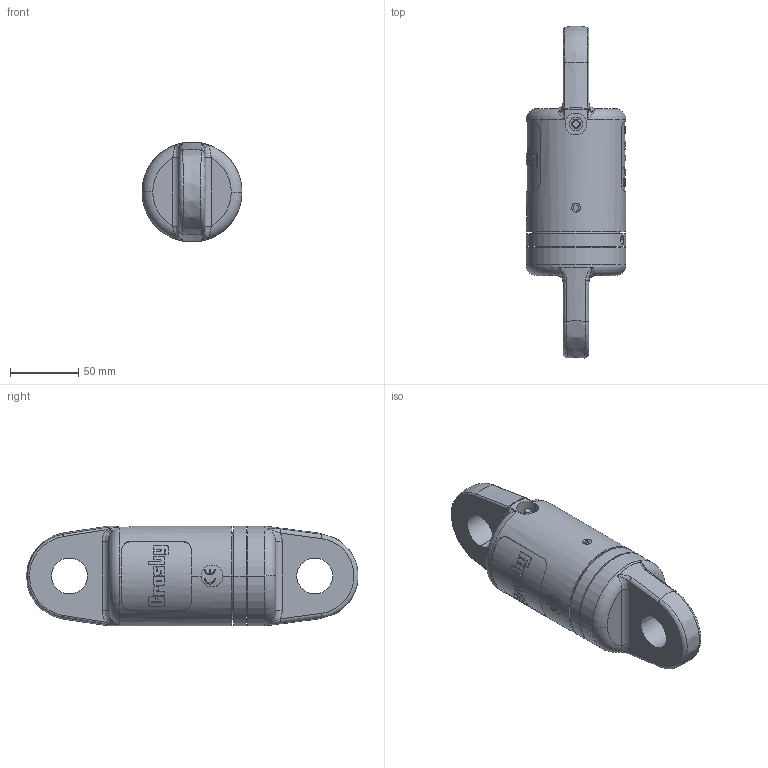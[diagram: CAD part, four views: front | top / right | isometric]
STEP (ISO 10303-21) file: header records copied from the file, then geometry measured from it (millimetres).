
FILE_DESCRIPTION((''),'2;1');
FILE_NAME('CROSBY_SWIVEL_03-S-5_0297057','2008-04-01T',('adoughty'),('The Crosby Group, Inc.'),'PRO/ENGINEER BY PARAMETRIC TECHNOLOGY CORPORATION, 2006080','PRO/ENGINEER BY PARAMETRIC TECHNOLOGY CORPORATION, 2006080','');
FILE_SCHEMA(('CONFIG_CONTROL_DESIGN'));
Length unit declared in the file: inch
Products named in the file (1): CROSBY_SWIVEL_03-S-5_0297057
Bounding box: 73.03 x 242.56 x 73.03 mm (x, y, z)
Volume: 479989.7 mm3; surface area: 95343.9 mm2
Topology: 1 solids, 1 shells, 593 faces, 1602 edges, 1040 vertices
Faces by surface type: plane 347, cylinder 116, bspline 55, extrusion 36, torus 22, cone 13, sphere 4
Entity records: 25321 total; most frequent: CARTESIAN_POINT 11307, ORIENTED_EDGE 3196, DIRECTION 2483, EDGE_CURVE 1598, VERTEX_POINT 1040, AXIS2_PLACEMENT_3D 890, VECTOR 703, LINE 667
